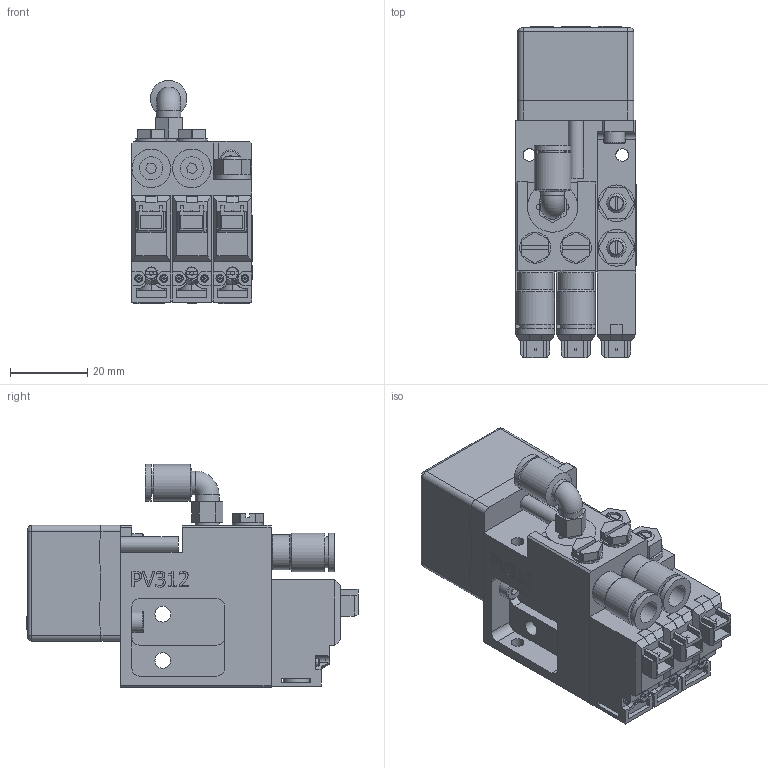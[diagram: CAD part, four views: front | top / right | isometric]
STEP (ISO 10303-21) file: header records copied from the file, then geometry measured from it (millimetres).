
FILE_DESCRIPTION((''),'2;1');
FILE_NAME('6247005.stp','2018-01-29T14:28:08',('jbalanche'),(''),'Autodesk Inventor 2012','Autodesk Inventor 2012','');
FILE_SCHEMA(('AUTOMOTIVE_DESIGN { 1 0 10303 214 1 1 1 1 }'));
Length unit declared in the file: millimetre
Products named in the file (1): 6247005
Bounding box: 31.1 x 85.9 x 57.75 mm (x, y, z)
Volume: 65999.2 mm3; surface area: 28848.5 mm2
Topology: 34 solids, 484 shells, 1529 faces, 5004 edges, 4068 vertices
Faces by surface type: plane 1050, cylinder 256, bspline 142, cone 60, torus 18, revolution 3
Full cylindrical faces by diameter (mm): 1.5 x2, 2.35 x1, 2.459 x2, 3 x2, 3.242 x1, 3.3 x6, 3.5 x2, 4 x4, 4.1 x4, 4.134 x2, 5 x7, 5.1 x2, 5.5 x2, 5.8 x2, 6 x3, 6.08 x1, 6.1 x2, 6.3 x2, 6.8 x2, 7.4 x4, 8 x6, 9 x3, 9.5 x4, 9.728 x1, 10 x5, 12 x1, 13 x1
Entity records: 60307 total; most frequent: CARTESIAN_POINT 13611, DIRECTION 8158, ORIENTED_EDGE 7489, EDGE_CURVE 4871, VERTEX_POINT 4045, VECTOR 3699, LINE 3699, AXIS2_PLACEMENT_3D 2228
